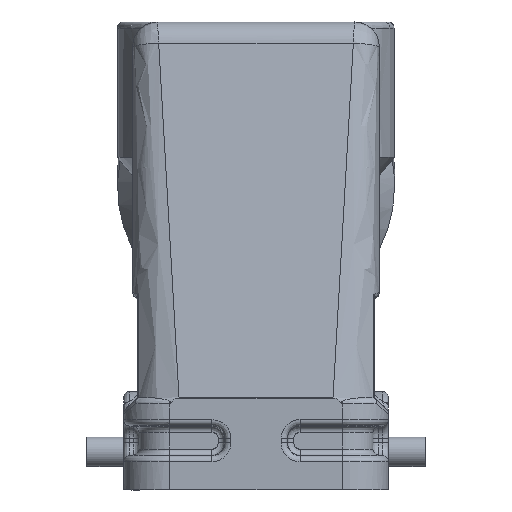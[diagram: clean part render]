
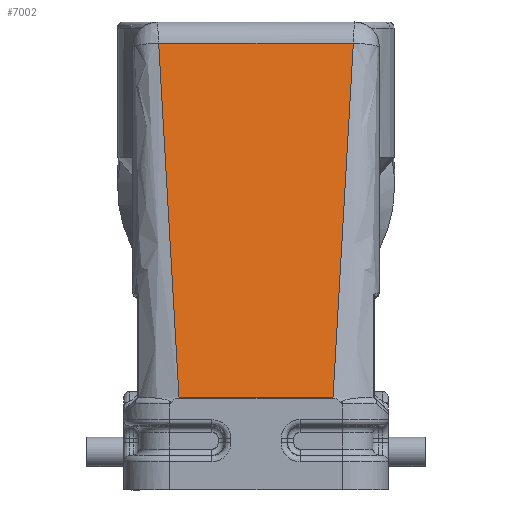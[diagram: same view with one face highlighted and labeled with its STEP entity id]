
A CAD part, left-side view. The second image highlights one B-rep face of the part: STEP entity #7002.
In plain terms, the highlighted planar face has unit normal (-0.99, 0, 0.139).
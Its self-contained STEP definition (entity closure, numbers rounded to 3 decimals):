
#6298=FACE_OUTER_BOUND('',#10089,.T.);
#7002=ADVANCED_FACE('',(#6298),#7339,.T.);
#7339=PLANE('',#18095);
#8434=LINE('',#29609,#9280);
#8435=LINE('',#29612,#9281);
#8436=LINE('',#29614,#9282);
#8437=LINE('',#29615,#9283);
#9280=VECTOR('',#20663,1.);
#9281=VECTOR('',#20664,1.);
#9282=VECTOR('',#20665,1.);
#9283=VECTOR('',#20666,1.);
#10089=EDGE_LOOP('',(#13017,#13018,#13019,#13020));
#13017=ORIENTED_EDGE('',*,*,#16543,.T.);
#13018=ORIENTED_EDGE('',*,*,#16544,.T.);
#13019=ORIENTED_EDGE('',*,*,#16545,.T.);
#13020=ORIENTED_EDGE('',*,*,#16546,.T.);
#14861=VERTEX_POINT('',#29455);
#14863=VERTEX_POINT('',#29610);
#14864=VERTEX_POINT('',#29611);
#14865=VERTEX_POINT('',#29613);
#16543=EDGE_CURVE('',#14863,#14864,#8434,.T.);
#16544=EDGE_CURVE('',#14864,#14865,#8435,.T.);
#16545=EDGE_CURVE('',#14865,#14861,#8436,.T.);
#16546=EDGE_CURVE('',#14861,#14863,#8437,.T.);
#18095=AXIS2_PLACEMENT_3D('',#29616,#20667,#20668);
#20663=DIRECTION('',(0.,-1.,0.));
#20664=DIRECTION('',(0.139,-0.057,0.989));
#20665=DIRECTION('',(0.,1.,0.));
#20666=DIRECTION('',(-0.139,-0.057,-0.989));
#20667=DIRECTION('',(-0.99,0.,0.139));
#20668=DIRECTION('',(-0.139,0.,-0.99));
#29455=CARTESIAN_POINT('',(-51.911,15.802,72.557));
#29609=CARTESIAN_POINT('',(-59.99,12.504,15.069));
#29610=CARTESIAN_POINT('',(-59.99,12.504,15.069));
#29611=CARTESIAN_POINT('',(-59.99,-12.504,15.069));
#29612=CARTESIAN_POINT('',(-59.99,-12.504,15.069));
#29613=CARTESIAN_POINT('',(-51.911,-15.802,72.557));
#29614=CARTESIAN_POINT('',(-51.911,-15.802,72.557));
#29615=CARTESIAN_POINT('',(-51.911,15.802,72.557));
#29616=CARTESIAN_POINT('',(-50.984,16.802,79.149));
